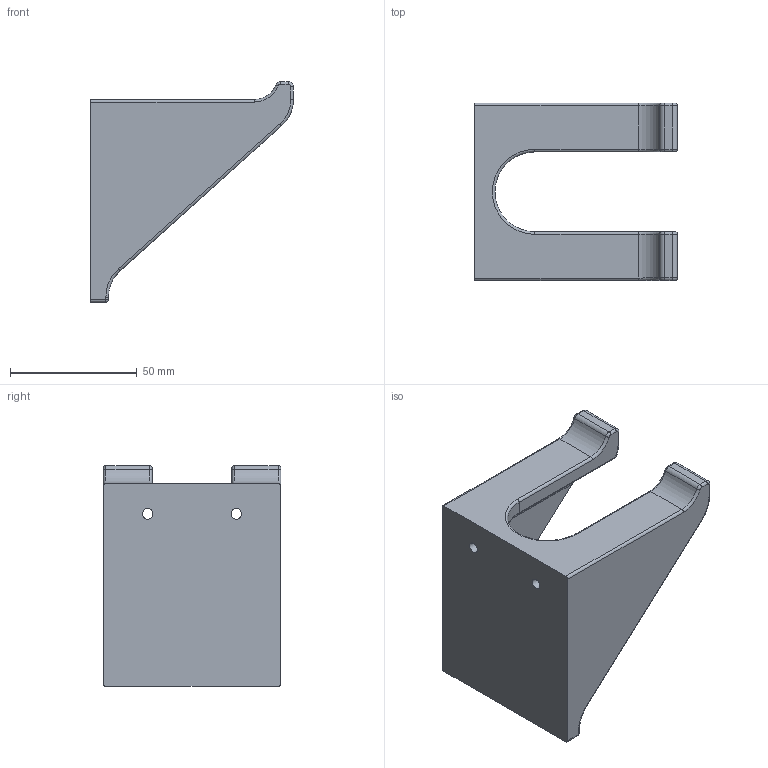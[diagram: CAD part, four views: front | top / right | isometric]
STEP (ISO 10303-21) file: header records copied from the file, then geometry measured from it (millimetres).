
FILE_DESCRIPTION(('FreeCAD Model'),'2;1');
FILE_NAME('Open CASCADE Shape Model','2025-06-14T16:39:47',(''),(''), 'Open CASCADE STEP processor 7.8','FreeCAD','Unknown');
FILE_SCHEMA(('CONFIG_CONTROL_DESIGN','SHAPE_APPEARANCE_LAYER_MIM'));
Length unit declared in the file: millimetre
Products named in the file (1): Body
Bounding box: 80 x 70 x 87 mm (x, y, z)
Volume: 98802.1 mm3; surface area: 29454.2 mm2
Topology: 1 solids, 1 shells, 83 faces, 196 edges, 113 vertices
Faces by surface type: cylinder 36, torus 22, plane 21, sphere 2, bspline 2
Full cylindrical faces by diameter (mm): 4.2 x2
Entity records: 5189 total; most frequent: CARTESIAN_POINT 1195, DIRECTION 789, LINE 410, VECTOR 410, ORIENTED_EDGE 384, PCURVE 384, DEFINITIONAL_REPRESENTATION 384, EDGE_CURVE 192
